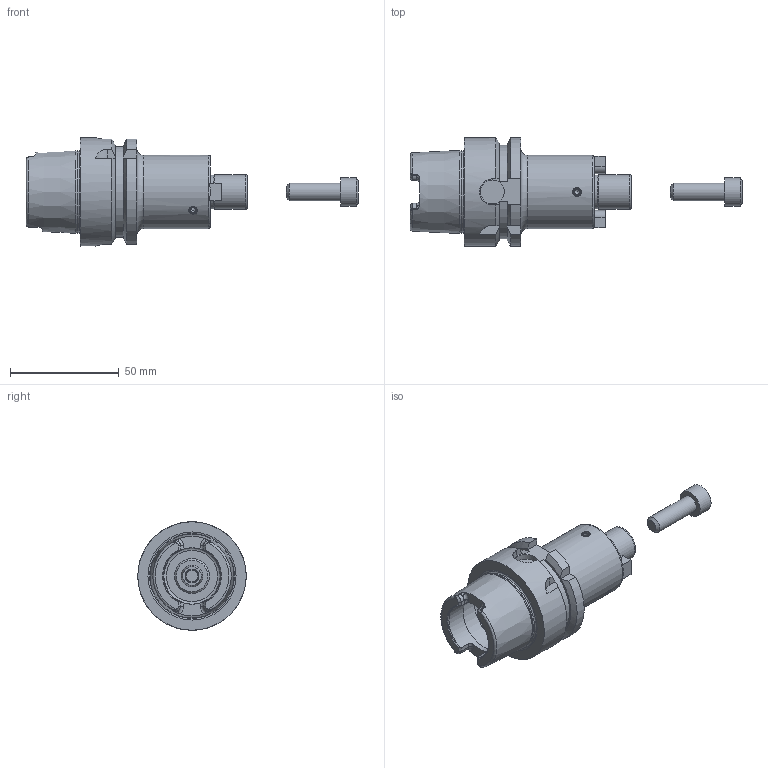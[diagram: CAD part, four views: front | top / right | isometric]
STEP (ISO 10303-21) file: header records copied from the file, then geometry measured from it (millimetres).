
FILE_DESCRIPTION((''),'2;1');
FILE_NAME('535014616060-3D.stp','2020-04-29T09:29:37',('nttooll'),(''),'Autodesk Inventor 2012','Autodesk Inventor 2012','');
FILE_SCHEMA(('AUTOMOTIVE_DESIGN { 1 0 10303 214 1 1 1 1 }'));
Length unit declared in the file: millimetre
Products named in the file (1): 535014616060-3D
Bounding box: 153 x 50 x 50 mm (x, y, z)
Volume: 85939.3 mm3; surface area: 24093.6 mm2
Topology: 2 solids, 5 shells, 220 faces, 511 edges, 307 vertices
Faces by surface type: plane 72, cylinder 66, cone 58, torus 18, sphere 6
Full cylindrical faces by diameter (mm): 2 x3, 2.309 x3, 2.5 x6, 3.4 x3, 4 x6, 6 x1, 6.4 x1, 6.9 x1, 6.928 x1, 8 x2, 8.5 x1, 9.5 x1, 10 x1, 11 x1, 13 x1, 15.6 x1, 16 x2, 26 x1, 26.6 x1, 32 x1, 34 x1, 37.9 x1, 50 x1
Entity records: 6172 total; most frequent: CARTESIAN_POINT 1586, DIRECTION 990, ORIENTED_EDGE 822, AXIS2_PLACEMENT_3D 427, EDGE_CURVE 411, EDGE_LOOP 319, VERTEX_POINT 289, FACE_OUTER_BOUND 220
